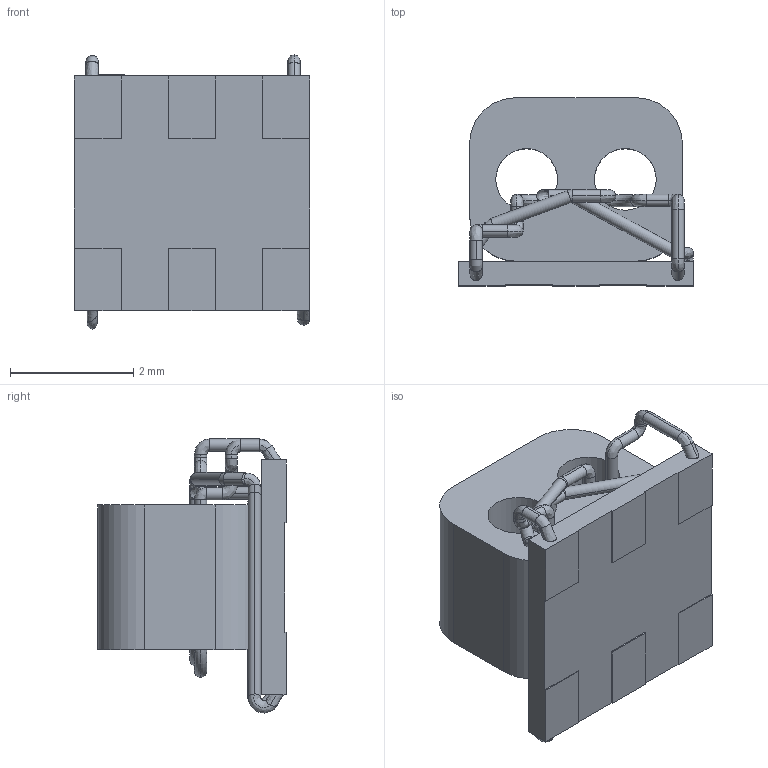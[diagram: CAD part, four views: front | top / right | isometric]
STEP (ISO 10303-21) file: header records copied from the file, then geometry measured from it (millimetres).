
FILE_DESCRIPTION (( 'STEP AP214' ), '1' );
FILE_NAME ('Coilcraft-WBC2-1TL_.STEP', '2018-12-18T02:21:54', ( '' ), ( '' ), 'SwSTEP 2.0', 'SolidWorks 2018', '' );
FILE_SCHEMA (( 'AUTOMOTIVE_DESIGN' ));
Length unit declared in the file: millimetre
Products named in the file (1): Coilcraft-WBC2-1TL_
Bounding box: 3.81 x 3.05 x 4.44 mm (x, y, z)
Volume: 23.2 mm3; surface area: 109 mm2
Topology: 1 solids, 1 shells, 142 faces, 356 edges, 204 vertices
Faces by surface type: bspline 58, cylinder 51, plane 33
Entity records: 6696 total; most frequent: CARTESIAN_POINT 2081, ORIENTED_EDGE 692, DIRECTION 656, EDGE_CURVE 346, AXIS2_PLACEMENT_3D 254, VERTEX_POINT 204, CIRCLE 169, EDGE_LOOP 152
